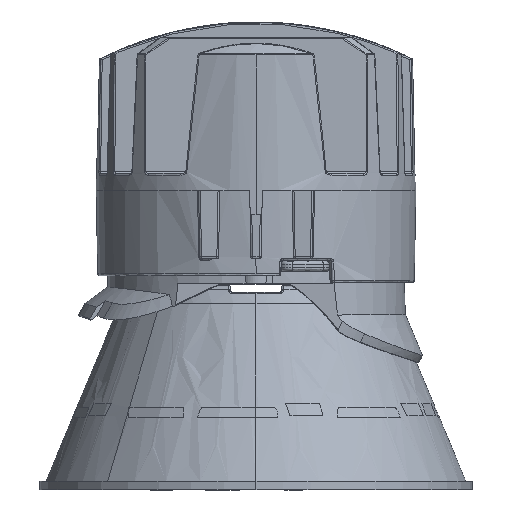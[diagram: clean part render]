
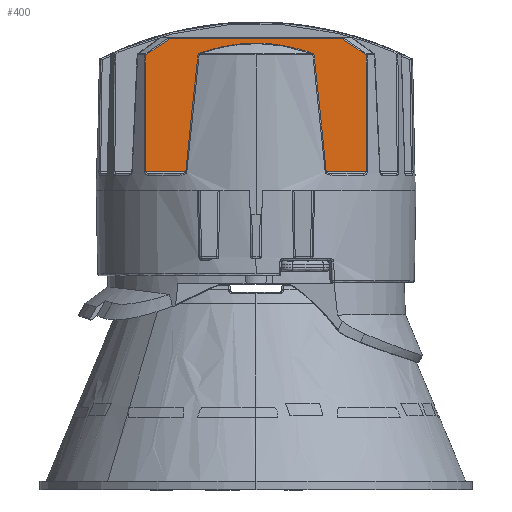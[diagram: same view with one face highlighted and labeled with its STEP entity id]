
A CAD part, left-side view. The second image highlights one B-rep face of the part: STEP entity #400.
In plain terms, the highlighted planar face has unit normal (-1, 0, 0.026).
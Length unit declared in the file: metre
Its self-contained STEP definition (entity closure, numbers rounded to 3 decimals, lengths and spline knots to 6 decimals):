
#400=ADVANCED_FACE('',(#1526),#16477,.T.);
#1526=FACE_OUTER_BOUND('',#2679,.T.);
#2679=EDGE_LOOP('',(#5531,#5532,#5533,#5534,#5535,#5536));
#5531=ORIENTED_EDGE('',*,*,#10075,.F.);
#5532=ORIENTED_EDGE('',*,*,#10048,.F.);
#5533=ORIENTED_EDGE('',*,*,#10139,.F.);
#5534=ORIENTED_EDGE('',*,*,#10143,.F.);
#5535=ORIENTED_EDGE('',*,*,#10049,.F.);
#5536=ORIENTED_EDGE('',*,*,#10080,.F.);
#10048=EDGE_CURVE('',#15680,#15679,#12252,.T.);
#10049=EDGE_CURVE('',#15678,#15682,#12253,.T.);
#10075=EDGE_CURVE('',#15679,#15677,#13461,.T.);
#10080=EDGE_CURVE('',#15677,#15678,#13466,.T.);
#10139=EDGE_CURVE('',#15681,#15680,#13521,.T.);
#10143=EDGE_CURVE('',#15682,#15681,#13525,.T.);
#12252=B_SPLINE_CURVE_WITH_KNOTS('',1,(#48931,#48932),.UNSPECIFIED.,.F.,
 .F.,(2,2),(-0.064601,0.),.UNSPECIFIED.);
#12253=B_SPLINE_CURVE_WITH_KNOTS('',1,(#48933,#48934),.UNSPECIFIED.,.F.,
 .F.,(2,2),(0.,0.050842),.UNSPECIFIED.);
#13461=(
BOUNDED_CURVE()
B_SPLINE_CURVE(3,(#49103,#49104,#49105,#49106),.UNSPECIFIED.,.F.,.F.)
B_SPLINE_CURVE_WITH_KNOTS((4,4),(-0.034327,0.),.UNSPECIFIED.)
CURVE()
GEOMETRIC_REPRESENTATION_ITEM()
RATIONAL_B_SPLINE_CURVE((1.,1.,1.,1.))
REPRESENTATION_ITEM('')
);
#13466=(
BOUNDED_CURVE()
B_SPLINE_CURVE(3,(#49120,#49121,#49122,#49123),.UNSPECIFIED.,.F.,.F.)
B_SPLINE_CURVE_WITH_KNOTS((4,4),(0.,1.),.UNSPECIFIED.)
CURVE()
GEOMETRIC_REPRESENTATION_ITEM()
RATIONAL_B_SPLINE_CURVE((1.,1.,1.,1.))
REPRESENTATION_ITEM('')
);
#13521=(
BOUNDED_CURVE()
B_SPLINE_CURVE(3,(#49436,#49437,#49438,#49439),.UNSPECIFIED.,.F.,.F.)
B_SPLINE_CURVE_WITH_KNOTS((4,4),(0.,0.034327),.UNSPECIFIED.)
CURVE()
GEOMETRIC_REPRESENTATION_ITEM()
RATIONAL_B_SPLINE_CURVE((1.,1.,1.,1.))
REPRESENTATION_ITEM('')
);
#13525=(
BOUNDED_CURVE()
B_SPLINE_CURVE(3,(#49450,#49451,#49452,#49453),.UNSPECIFIED.,.F.,.F.)
B_SPLINE_CURVE_WITH_KNOTS((4,4),(-1.,0.),.UNSPECIFIED.)
CURVE()
GEOMETRIC_REPRESENTATION_ITEM()
RATIONAL_B_SPLINE_CURVE((1.,1.,1.,1.))
REPRESENTATION_ITEM('')
);
#15677=VERTEX_POINT('',#47027);
#15678=VERTEX_POINT('',#47028);
#15679=VERTEX_POINT('',#47029);
#15680=VERTEX_POINT('',#47030);
#15681=VERTEX_POINT('',#47031);
#15682=VERTEX_POINT('',#47032);
#16477=PLANE('',#17683);
#17683=AXIS2_PLACEMENT_3D('',#26978,#17924,$);
#17924=DIRECTION('',(-1.,0.,0.026));
#26978=CARTESIAN_POINT('',(-0.016875,-0.64003,0.647845));
#47027=CARTESIAN_POINT('',(-0.032839,0.032359,0.038207));
#47028=CARTESIAN_POINT('',(-0.032715,0.025421,0.042917));
#47029=CARTESIAN_POINT('',(-0.033737,0.0323,0.003891));
#47030=CARTESIAN_POINT('',(-0.033737,-0.0323,0.003891));
#47031=CARTESIAN_POINT('',(-0.032839,-0.032359,0.038207));
#47032=CARTESIAN_POINT('',(-0.032715,-0.025421,0.042917));
#48931=CARTESIAN_POINT('',(-0.033737,-0.0323,0.003891));
#48932=CARTESIAN_POINT('',(-0.033737,0.0323,0.003891));
#48933=CARTESIAN_POINT('',(-0.032715,0.025421,0.042917));
#48934=CARTESIAN_POINT('',(-0.032715,-0.025421,0.042917));
#49103=CARTESIAN_POINT('',(-0.033737,0.0323,0.003891));
#49104=CARTESIAN_POINT('',(-0.033438,0.032322,0.015319));
#49105=CARTESIAN_POINT('',(-0.033138,0.032341,0.026758));
#49106=CARTESIAN_POINT('',(-0.032839,0.032359,0.038207));
#49120=CARTESIAN_POINT('',(-0.032839,0.032359,0.038207));
#49121=CARTESIAN_POINT('',(-0.032796,0.030092,0.03984));
#49122=CARTESIAN_POINT('',(-0.032754,0.02778,0.041425));
#49123=CARTESIAN_POINT('',(-0.032715,0.025421,0.042917));
#49436=CARTESIAN_POINT('',(-0.032839,-0.032359,0.038207));
#49437=CARTESIAN_POINT('',(-0.033138,-0.032341,0.026758));
#49438=CARTESIAN_POINT('',(-0.033438,-0.032322,0.015319));
#49439=CARTESIAN_POINT('',(-0.033737,-0.0323,0.003891));
#49450=CARTESIAN_POINT('',(-0.032715,-0.025421,0.042917));
#49451=CARTESIAN_POINT('',(-0.032754,-0.02778,0.041425));
#49452=CARTESIAN_POINT('',(-0.032796,-0.030092,0.03984));
#49453=CARTESIAN_POINT('',(-0.032839,-0.032359,0.038207));
